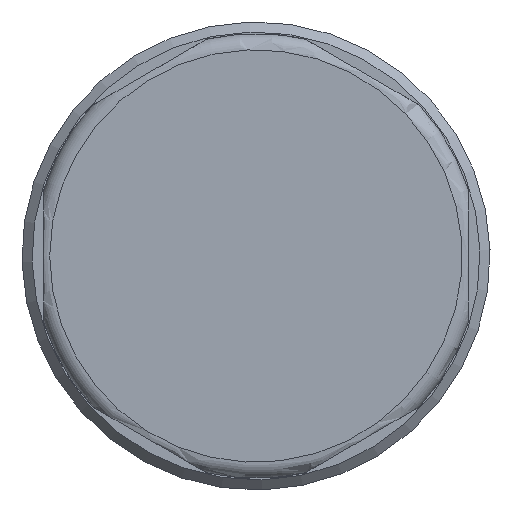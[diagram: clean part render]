
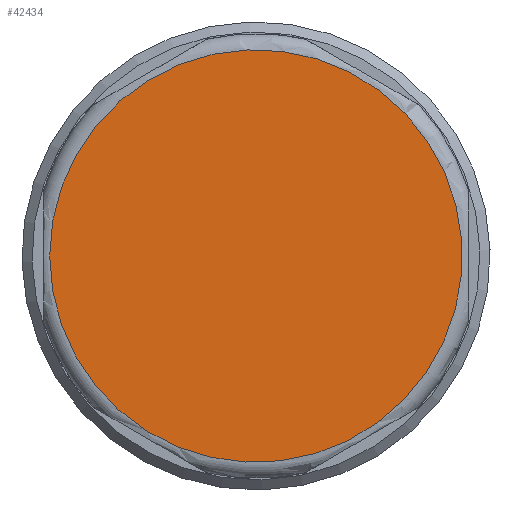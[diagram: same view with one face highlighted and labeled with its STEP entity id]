
A CAD part, left-side view. The second image highlights one B-rep face of the part: STEP entity #42434.
In plain terms, the highlighted planar face has unit normal (-1, 0, 0).
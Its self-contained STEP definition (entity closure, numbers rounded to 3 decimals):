
#42418=CARTESIAN_POINT('',(0.,8.75,0.0));
#42419=DIRECTION('',(-1.0,0.0,0.0));
#42420=DIRECTION('',(0.0,0.0,1.0));
#42421=AXIS2_PLACEMENT_3D('',#42418,#42419,#42420);
#42422=PLANE('',#42421);
#42423=CARTESIAN_POINT('',(0.,10.2,0.0));
#42424=VERTEX_POINT('',#42423);
#42425=CARTESIAN_POINT('',(0.,0.0,0.0));
#42426=DIRECTION('',(1.0,0.0,0.0));
#42427=DIRECTION('',(0.0,-1.0,0.0));
#42428=AXIS2_PLACEMENT_3D('',#42425,#42426,#42427);
#42429=CIRCLE('',#42428,10.2);
#42430=EDGE_CURVE('',#42424,#42424,#42429,.T.);
#42431=ORIENTED_EDGE('',*,*,#42430,.F.);
#42432=EDGE_LOOP('',(#42431));
#42433=FACE_OUTER_BOUND('',#42432,.T.);
#42434=ADVANCED_FACE('',(#42433),#42422,.T.);
